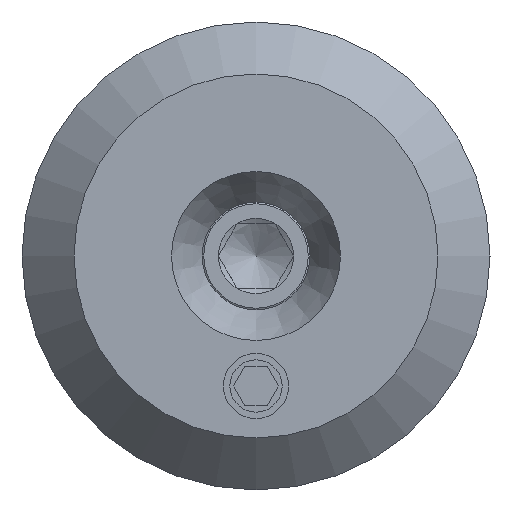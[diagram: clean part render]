
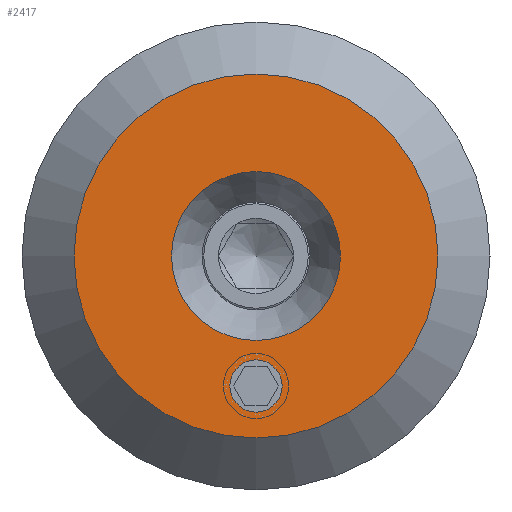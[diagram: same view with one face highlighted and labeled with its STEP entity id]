
A CAD part, left-side view. The second image highlights one B-rep face of the part: STEP entity #2417.
In plain terms, the highlighted planar face has unit normal (-1, 0, 0).
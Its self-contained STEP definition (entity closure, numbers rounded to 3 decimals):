
#89=CIRCLE('',#2761,3.25);
#131=CIRCLE('',#2839,7.);
#132=CIRCLE('',#2841,1.007);
#426=PLANE('',#2840);
#754=ORIENTED_EDGE('',*,*,#1236,.T.);
#755=ORIENTED_EDGE('',*,*,#1193,.T.);
#756=ORIENTED_EDGE('',*,*,#1237,.T.);
#1193=EDGE_CURVE('',#1454,#1454,#89,.T.);
#1236=EDGE_CURVE('',#1490,#1490,#131,.T.);
#1237=EDGE_CURVE('',#1491,#1491,#132,.T.);
#1454=VERTEX_POINT('',#4869);
#1490=VERTEX_POINT('',#4994);
#1491=VERTEX_POINT('',#4997);
#1789=EDGE_LOOP('',(#754));
#1790=EDGE_LOOP('',(#755));
#1791=EDGE_LOOP('',(#756));
#2100=FACE_BOUND('',#1789,.T.);
#2101=FACE_BOUND('',#1790,.T.);
#2102=FACE_BOUND('',#1791,.T.);
#2417=ADVANCED_FACE('',(#2100,#2101,#2102),#426,.T.);
#2761=AXIS2_PLACEMENT_3D('',#4868,#3183,#3184);
#2839=AXIS2_PLACEMENT_3D('',#4993,#3339,#3340);
#2840=AXIS2_PLACEMENT_3D('',#4995,#3341,#3342);
#2841=AXIS2_PLACEMENT_3D('',#4996,#3343,#3344);
#3183=DIRECTION('',(1.,0.,0.));
#3184=DIRECTION('',(0.,0.,-1.));
#3339=DIRECTION('',(-1.,0.,0.));
#3340=DIRECTION('',(0.,0.,1.));
#3341=DIRECTION('',(-1.,0.,0.));
#3342=DIRECTION('',(0.,0.,1.));
#3343=DIRECTION('',(1.,0.,0.));
#3344=DIRECTION('',(0.,0.,1.));
#4868=CARTESIAN_POINT('',(0.,0.,0.));
#4869=CARTESIAN_POINT('',(0.,0.,-3.25));
#4993=CARTESIAN_POINT('',(0.,0.,0.));
#4994=CARTESIAN_POINT('',(0.,0.,7.));
#4995=CARTESIAN_POINT('',(0.,0.,7.));
#4996=CARTESIAN_POINT('',(0.,0.,-5.));
#4997=CARTESIAN_POINT('',(0.,0.,-3.994));
